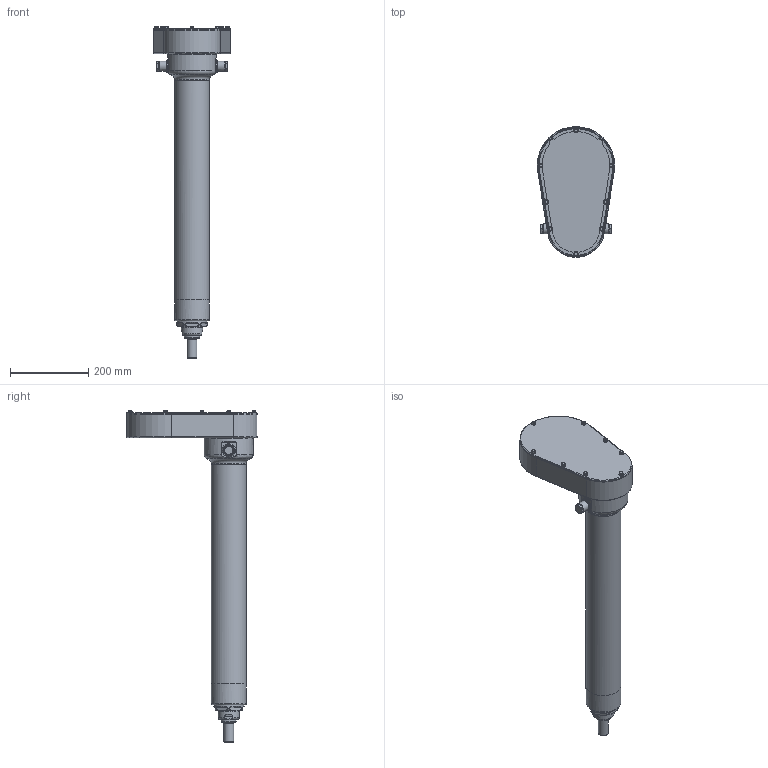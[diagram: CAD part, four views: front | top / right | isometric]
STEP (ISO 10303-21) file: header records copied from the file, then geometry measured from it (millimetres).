
FILE_DESCRIPTION (( 'STEP AP203' ), '1' );
FILE_NAME ('RSH30_RN10_SM445.000_RS-493136-1.step', '2025-07-18T23:21:40', ( '' ), ( '' ), 'SwSTEP 2.0', 'SolidWorks 2024', '' );
FILE_SCHEMA (( 'CONFIG_CONTROL_DESIGN' ));
Length unit declared in the file: inch
Products named in the file (4): Base_RSH30_RN10_SM445.000_RS-493136-1; tempJoin5_21309003_RSH30_RN10_SM445.000_RS-493136-1; 21309036_RSH30_RN10_SM445.000_RS-493136-1; RSH30_RN10_SM445.000_RS-493136-1
Assembly tree (3 placements, depth 2):
  RSH30_RN10_SM445.000_RS-493136-1
    tempJoin5_21309003_RSH30_RN10_SM445.000_RS-493136-1
    21309036_RSH30_RN10_SM445.000_RS-493136-1
    Base_RSH30_RN10_SM445.000_RS-493136-1
Bounding box: 197.99 x 333.22 x 847.07 mm (x, y, z)
Volume: 5668825.6 mm3; surface area: 883846.3 mm2
Topology: 4 solids, 64 shells, 2659 faces, 6945 edges, 4415 vertices
Faces by surface type: cylinder 1074, plane 812, bspline 452, torus 162, cone 149, sphere 10
Full cylindrical faces by diameter (mm): 3.242 x9, 4.2 x9, 4.254 x6, 5 x20, 5.613 x8, 6 x17, 6.35 x1, 6.401 x1, 6.477 x2, 6.5 x8, 6.7 x16, 7.01 x6, 7.938 x1, 7.949 x9, 8 x9, 8.5 x4, 10 x9, 10.25 x4, 10.76 x1, 11.1 x8, 16.51 x1, 17.986 x1, 18 x1, 19 x1, 19.037 x1, 19.05 x2, 19.304 x2, 19.558 x1, 22.606 x1, 23.5 x2
Entity records: 95588 total; most frequent: CARTESIAN_POINT 33841, ORIENTED_EDGE 12708, DIRECTION 12599, EDGE_CURVE 6354, AXIS2_PLACEMENT_3D 5038, VERTEX_POINT 4226, EDGE_LOOP 3280, FACE_OUTER_BOUND 2969
